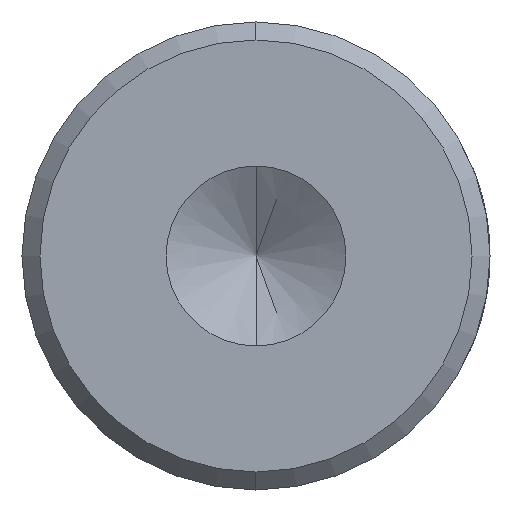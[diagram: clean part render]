
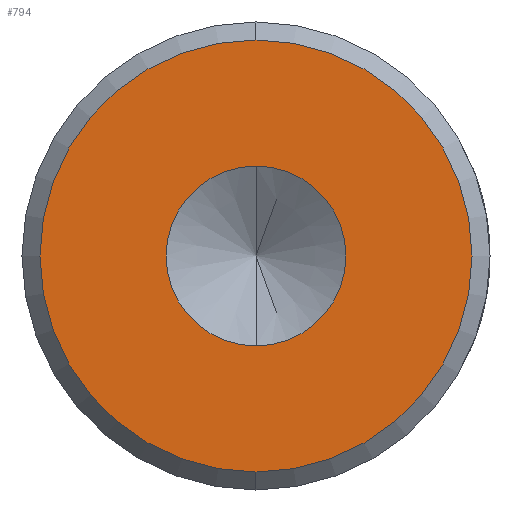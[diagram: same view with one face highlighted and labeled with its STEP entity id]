
A CAD part, left-side view. The second image highlights one B-rep face of the part: STEP entity #794.
In plain terms, the highlighted planar face has unit normal (-1, 0, 0).
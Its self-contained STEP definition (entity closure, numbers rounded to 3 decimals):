
#55 = AXIS2_PLACEMENT_3D ( 'NONE', #103, #807, #214 ) ;
#58 = CIRCLE ( 'NONE', #830, 6.001 ) ;
#103 = CARTESIAN_POINT ( 'NONE',  ( 0., 0., 0. ) ) ;
#107 = EDGE_LOOP ( 'NONE', ( #389, #370 ) ) ;
#214 = DIRECTION ( 'NONE',  ( 0., 0., 1. ) ) ;
#244 = VERTEX_POINT ( 'NONE', #1220 ) ;
#256 = CIRCLE ( 'NONE', #55, 6.001 ) ;
#269 = DIRECTION ( 'NONE',  ( -1., 0., 0. ) ) ;
#277 = CIRCLE ( 'NONE', #1083, 2.5 ) ;
#357 = EDGE_CURVE ( 'NONE', #366, #494, #706, .T. ) ;
#366 = VERTEX_POINT ( 'NONE', #927 ) ;
#369 = CARTESIAN_POINT ( 'NONE',  ( 0., 0., 0. ) ) ;
#370 = ORIENTED_EDGE ( 'NONE', *, *, #533, .T. ) ;
#376 = AXIS2_PLACEMENT_3D ( 'NONE', #554, #269, #951 ) ;
#389 = ORIENTED_EDGE ( 'NONE', *, *, #601, .T. ) ;
#396 = CARTESIAN_POINT ( 'NONE',  ( 0., 0., 6.001 ) ) ;
#403 = DIRECTION ( 'NONE',  ( -1., 0., 0. ) ) ;
#425 = DIRECTION ( 'NONE',  ( -1., 0., 0. ) ) ;
#468 = DIRECTION ( 'NONE',  ( 0., 0., 1. ) ) ;
#494 = VERTEX_POINT ( 'NONE', #688 ) ;
#525 = PLANE ( 'NONE',  #1075 ) ;
#533 = EDGE_CURVE ( 'NONE', #740, #244, #58, .T. ) ;
#554 = CARTESIAN_POINT ( 'NONE',  ( 0., 0., 0. ) ) ;
#588 = ORIENTED_EDGE ( 'NONE', *, *, #616, .F. ) ;
#594 = FACE_OUTER_BOUND ( 'NONE', #107, .T. ) ;
#601 = EDGE_CURVE ( 'NONE', #244, #740, #256, .T. ) ;
#616 = EDGE_CURVE ( 'NONE', #494, #366, #277, .T. ) ;
#627 = FACE_BOUND ( 'NONE', #768, .T. ) ;
#688 = CARTESIAN_POINT ( 'NONE',  ( 0., 0., 2.5 ) ) ;
#706 = CIRCLE ( 'NONE', #376, 2.5 ) ;
#740 = VERTEX_POINT ( 'NONE', #396 ) ;
#768 = EDGE_LOOP ( 'NONE', ( #588, #1142 ) ) ;
#794 = ADVANCED_FACE ( 'NONE', ( #594, #627 ), #525, .T. ) ;
#807 = DIRECTION ( 'NONE',  ( -1., 0., 0. ) ) ;
#830 = AXIS2_PLACEMENT_3D ( 'NONE', #972, #403, #1071 ) ;
#927 = CARTESIAN_POINT ( 'NONE',  ( 0., 0., -2.5 ) ) ;
#951 = DIRECTION ( 'NONE',  ( 0., 0., 1. ) ) ;
#972 = CARTESIAN_POINT ( 'NONE',  ( 0., 0., 0. ) ) ;
#1001 = CARTESIAN_POINT ( 'NONE',  ( 0., 0., 0. ) ) ;
#1036 = DIRECTION ( 'NONE',  ( -1., 0., 0. ) ) ;
#1071 = DIRECTION ( 'NONE',  ( 0., 0., 1. ) ) ;
#1075 = AXIS2_PLACEMENT_3D ( 'NONE', #369, #1036, #468 ) ;
#1083 = AXIS2_PLACEMENT_3D ( 'NONE', #1001, #425, #1092 ) ;
#1092 = DIRECTION ( 'NONE',  ( 0., 0., 1. ) ) ;
#1142 = ORIENTED_EDGE ( 'NONE', *, *, #357, .F. ) ;
#1220 = CARTESIAN_POINT ( 'NONE',  ( 0., 0., -6.001 ) ) ;
